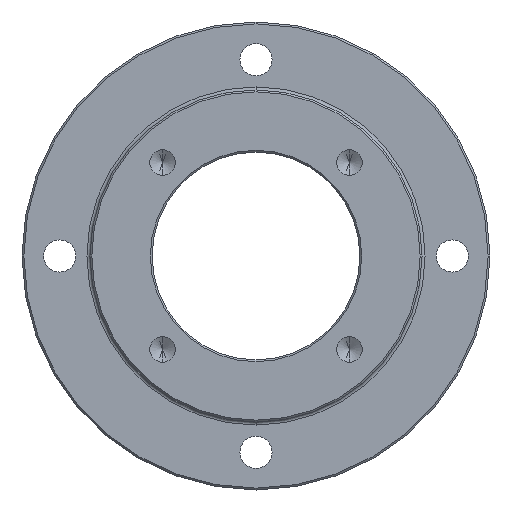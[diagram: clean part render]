
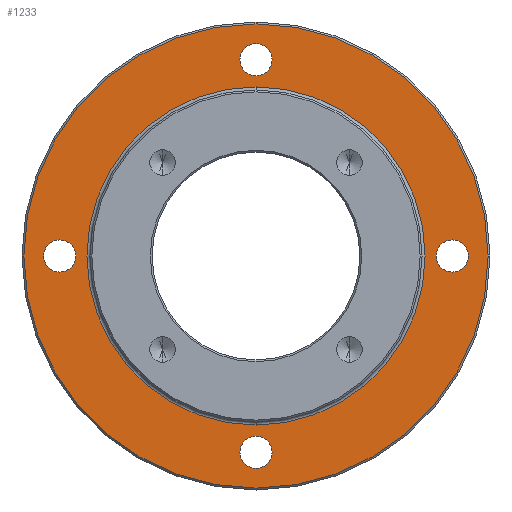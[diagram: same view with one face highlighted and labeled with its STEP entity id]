
A CAD part, front view. The second image highlights one B-rep face of the part: STEP entity #1233.
In plain terms, the highlighted planar face has unit normal (0, -1, 0).
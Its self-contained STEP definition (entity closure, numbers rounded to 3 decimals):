
#9 = CIRCLE ( 'NONE', #715, 44.8 ) ;
#17 = DIRECTION ( 'NONE',  ( 0., 0., -1. ) ) ;
#38 = ORIENTED_EDGE ( 'NONE', *, *, #694, .T. ) ;
#98 = AXIS2_PLACEMENT_3D ( 'NONE', #323, #2036, #2049 ) ;
#123 = CARTESIAN_POINT ( 'NONE',  ( 0., 2.5, 56.25 ) ) ;
#147 = EDGE_CURVE ( 'NONE', #1200, #752, #1899, .T. ) ;
#163 = FACE_BOUND ( 'NONE', #1211, .T. ) ;
#168 = AXIS2_PLACEMENT_3D ( 'NONE', #1549, #479, #1725 ) ;
#173 = DIRECTION ( 'NONE',  ( 0., -1., 0. ) ) ;
#185 = DIRECTION ( 'NONE',  ( 0., -1., 0. ) ) ;
#209 = VERTEX_POINT ( 'NONE', #123 ) ;
#255 = CARTESIAN_POINT ( 'NONE',  ( 0., 2.5, 52. ) ) ;
#311 = AXIS2_PLACEMENT_3D ( 'NONE', #328, #858, #1885 ) ;
#323 = CARTESIAN_POINT ( 'NONE',  ( 0., 2.5, -52. ) ) ;
#328 = CARTESIAN_POINT ( 'NONE',  ( 0., 2.5, 52. ) ) ;
#332 = DIRECTION ( 'NONE',  ( 0., 1., 0. ) ) ;
#347 = FACE_BOUND ( 'NONE', #2139, .T. ) ;
#359 = CARTESIAN_POINT ( 'NONE',  ( 0., 2.5, -61.5 ) ) ;
#368 = CARTESIAN_POINT ( 'NONE',  ( 0., 2.5, 44. ) ) ;
#396 = VERTEX_POINT ( 'NONE', #1372 ) ;
#436 = CIRCLE ( 'NONE', #1023, 4.25 ) ;
#439 = CIRCLE ( 'NONE', #1717, 44.8 ) ;
#453 = VERTEX_POINT ( 'NONE', #1597 ) ;
#467 = ORIENTED_EDGE ( 'NONE', *, *, #1578, .T. ) ;
#479 = DIRECTION ( 'NONE',  ( 0., -1., 0. ) ) ;
#483 = CARTESIAN_POINT ( 'NONE',  ( 0., 2.5, 0. ) ) ;
#504 = CARTESIAN_POINT ( 'NONE',  ( -52., 2.5, 4.25 ) ) ;
#519 = PLANE ( 'NONE',  #569 ) ;
#522 = DIRECTION ( 'NONE',  ( 0., -1., 0. ) ) ;
#569 = AXIS2_PLACEMENT_3D ( 'NONE', #368, #332, #1019 ) ;
#572 = DIRECTION ( 'NONE',  ( 0., 0., -1. ) ) ;
#694 = EDGE_CURVE ( 'NONE', #1161, #708, #1908, .T. ) ;
#697 = EDGE_CURVE ( 'NONE', #453, #1623, #728, .T. ) ;
#708 = VERTEX_POINT ( 'NONE', #1677 ) ;
#715 = AXIS2_PLACEMENT_3D ( 'NONE', #1139, #1168, #799 ) ;
#728 = CIRCLE ( 'NONE', #2020, 4.25 ) ;
#748 = ORIENTED_EDGE ( 'NONE', *, *, #2209, .F. ) ;
#752 = VERTEX_POINT ( 'NONE', #1498 ) ;
#756 = AXIS2_PLACEMENT_3D ( 'NONE', #2252, #522, #1564 ) ;
#797 = ORIENTED_EDGE ( 'NONE', *, *, #1352, .F. ) ;
#799 = DIRECTION ( 'NONE',  ( 0., 0., 1. ) ) ;
#841 = EDGE_CURVE ( 'NONE', #752, #1200, #436, .T. ) ;
#858 = DIRECTION ( 'NONE',  ( 0., -1., 0. ) ) ;
#861 = FACE_OUTER_BOUND ( 'NONE', #1864, .T. ) ;
#899 = CIRCLE ( 'NONE', #933, 4.25 ) ;
#901 = CIRCLE ( 'NONE', #98, 4.25 ) ;
#916 = AXIS2_PLACEMENT_3D ( 'NONE', #483, #2087, #1728 ) ;
#932 = ORIENTED_EDGE ( 'NONE', *, *, #996, .F. ) ;
#933 = AXIS2_PLACEMENT_3D ( 'NONE', #1562, #1193, #17 ) ;
#960 = CARTESIAN_POINT ( 'NONE',  ( 0., 2.5, -56.25 ) ) ;
#996 = EDGE_CURVE ( 'NONE', #209, #2040, #2133, .T. ) ;
#1018 = VERTEX_POINT ( 'NONE', #2207 ) ;
#1019 = DIRECTION ( 'NONE',  ( 0., 0., 1. ) ) ;
#1023 = AXIS2_PLACEMENT_3D ( 'NONE', #1777, #185, #2144 ) ;
#1036 = AXIS2_PLACEMENT_3D ( 'NONE', #1248, #1759, #1103 ) ;
#1043 = ORIENTED_EDGE ( 'NONE', *, *, #1530, .F. ) ;
#1051 = EDGE_CURVE ( 'NONE', #1018, #2129, #9, .T. ) ;
#1097 = ORIENTED_EDGE ( 'NONE', *, *, #147, .F. ) ;
#1103 = DIRECTION ( 'NONE',  ( 0., 0., -1. ) ) ;
#1139 = CARTESIAN_POINT ( 'NONE',  ( 0., 2.5, 0. ) ) ;
#1161 = VERTEX_POINT ( 'NONE', #359 ) ;
#1168 = DIRECTION ( 'NONE',  ( 0., 1., 0. ) ) ;
#1173 = DIRECTION ( 'NONE',  ( 0., 0., 1. ) ) ;
#1184 = ORIENTED_EDGE ( 'NONE', *, *, #1051, .T. ) ;
#1191 = FACE_BOUND ( 'NONE', #1545, .T. ) ;
#1193 = DIRECTION ( 'NONE',  ( 0., -1., 0. ) ) ;
#1200 = VERTEX_POINT ( 'NONE', #504 ) ;
#1201 = FACE_BOUND ( 'NONE', #1436, .T. ) ;
#1204 = CIRCLE ( 'NONE', #168, 61.5 ) ;
#1211 = EDGE_LOOP ( 'NONE', ( #1474, #1097 ) ) ;
#1233 = ADVANCED_FACE ( 'NONE', ( #861, #1191, #1201, #163, #347, #2097 ), #519, .F. ) ;
#1236 = CIRCLE ( 'NONE', #311, 4.25 ) ;
#1248 = CARTESIAN_POINT ( 'NONE',  ( 52., 2.5, 0. ) ) ;
#1331 = ORIENTED_EDGE ( 'NONE', *, *, #697, .F. ) ;
#1352 = EDGE_CURVE ( 'NONE', #1623, #453, #1871, .T. ) ;
#1372 = CARTESIAN_POINT ( 'NONE',  ( 0., 2.5, -47.75 ) ) ;
#1376 = CARTESIAN_POINT ( 'NONE',  ( 52., 2.5, 0. ) ) ;
#1404 = CARTESIAN_POINT ( 'NONE',  ( 52., 2.5, -4.25 ) ) ;
#1436 = EDGE_LOOP ( 'NONE', ( #1043, #932 ) ) ;
#1449 = ORIENTED_EDGE ( 'NONE', *, *, #2037, .T. ) ;
#1453 = DIRECTION ( 'NONE',  ( 0., -1., 0. ) ) ;
#1474 = ORIENTED_EDGE ( 'NONE', *, *, #841, .F. ) ;
#1496 = EDGE_LOOP ( 'NONE', ( #797, #1331 ) ) ;
#1498 = CARTESIAN_POINT ( 'NONE',  ( -52., 2.5, -4.25 ) ) ;
#1509 = ORIENTED_EDGE ( 'NONE', *, *, #2123, .F. ) ;
#1530 = EDGE_CURVE ( 'NONE', #2040, #209, #1236, .T. ) ;
#1545 = EDGE_LOOP ( 'NONE', ( #1449, #1184 ) ) ;
#1549 = CARTESIAN_POINT ( 'NONE',  ( 0., 2.5, 0. ) ) ;
#1562 = CARTESIAN_POINT ( 'NONE',  ( 0., 2.5, -52. ) ) ;
#1564 = DIRECTION ( 'NONE',  ( 0., 0., -1. ) ) ;
#1578 = EDGE_CURVE ( 'NONE', #708, #1161, #1204, .T. ) ;
#1597 = CARTESIAN_POINT ( 'NONE',  ( 52., 2.5, 4.25 ) ) ;
#1623 = VERTEX_POINT ( 'NONE', #1404 ) ;
#1662 = CARTESIAN_POINT ( 'NONE',  ( 0., 2.5, 44.8 ) ) ;
#1677 = CARTESIAN_POINT ( 'NONE',  ( 0., 2.5, 61.5 ) ) ;
#1717 = AXIS2_PLACEMENT_3D ( 'NONE', #2250, #2195, #1173 ) ;
#1725 = DIRECTION ( 'NONE',  ( 0., 0., 1. ) ) ;
#1728 = DIRECTION ( 'NONE',  ( 0., 0., 1. ) ) ;
#1759 = DIRECTION ( 'NONE',  ( 0., -1., 0. ) ) ;
#1777 = CARTESIAN_POINT ( 'NONE',  ( -52., 2.5, 0. ) ) ;
#1864 = EDGE_LOOP ( 'NONE', ( #467, #38 ) ) ;
#1871 = CIRCLE ( 'NONE', #1036, 4.25 ) ;
#1879 = DIRECTION ( 'NONE',  ( 0., 0., -1. ) ) ;
#1885 = DIRECTION ( 'NONE',  ( 0., 0., -1. ) ) ;
#1899 = CIRCLE ( 'NONE', #756, 4.25 ) ;
#1908 = CIRCLE ( 'NONE', #916, 61.5 ) ;
#2009 = CARTESIAN_POINT ( 'NONE',  ( 0., 2.5, 47.75 ) ) ;
#2020 = AXIS2_PLACEMENT_3D ( 'NONE', #1376, #173, #1879 ) ;
#2022 = VERTEX_POINT ( 'NONE', #960 ) ;
#2036 = DIRECTION ( 'NONE',  ( 0., -1., 0. ) ) ;
#2037 = EDGE_CURVE ( 'NONE', #2129, #1018, #439, .T. ) ;
#2040 = VERTEX_POINT ( 'NONE', #2009 ) ;
#2049 = DIRECTION ( 'NONE',  ( 0., 0., -1. ) ) ;
#2052 = AXIS2_PLACEMENT_3D ( 'NONE', #255, #1453, #572 ) ;
#2087 = DIRECTION ( 'NONE',  ( 0., -1., 0. ) ) ;
#2097 = FACE_BOUND ( 'NONE', #1496, .T. ) ;
#2123 = EDGE_CURVE ( 'NONE', #2022, #396, #901, .T. ) ;
#2129 = VERTEX_POINT ( 'NONE', #1662 ) ;
#2133 = CIRCLE ( 'NONE', #2052, 4.25 ) ;
#2139 = EDGE_LOOP ( 'NONE', ( #1509, #748 ) ) ;
#2144 = DIRECTION ( 'NONE',  ( 0., 0., -1. ) ) ;
#2195 = DIRECTION ( 'NONE',  ( 0., 1., 0. ) ) ;
#2207 = CARTESIAN_POINT ( 'NONE',  ( 0., 2.5, -44.8 ) ) ;
#2209 = EDGE_CURVE ( 'NONE', #396, #2022, #899, .T. ) ;
#2250 = CARTESIAN_POINT ( 'NONE',  ( 0., 2.5, 0. ) ) ;
#2252 = CARTESIAN_POINT ( 'NONE',  ( -52., 2.5, 0. ) ) ;
